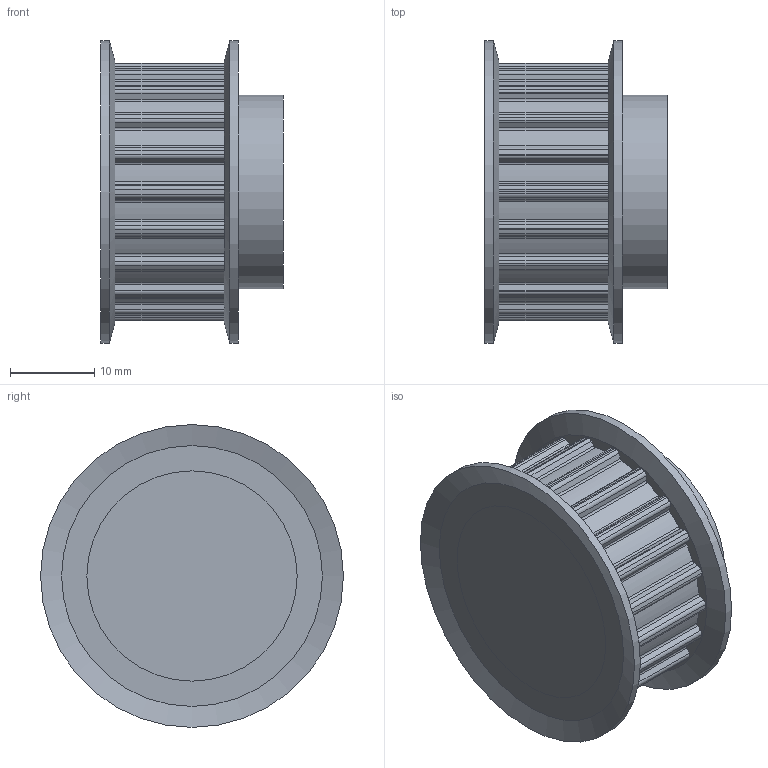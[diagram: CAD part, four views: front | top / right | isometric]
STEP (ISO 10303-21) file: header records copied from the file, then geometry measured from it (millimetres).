
FILE_DESCRIPTION(/* description */ ('Alibre Inc.'),/* implementation_level */ '2;1');
FILE_NAME(/* name */ 'export-68ED906F-8037-4986-B695-D1F177D8C895',/* time_stamp */ '2024-01-20T16:05:40+01:00',/* author */ (''),/* organization */ (''),/* preprocessor_version */ 'ST-DEVELOPER v17',/* originating_system */ 'Alibre',/* authorisation */ '');
FILE_SCHEMA (('AUTOMOTIVE_DESIGN'));
Length unit declared in the file: millimetre
Products named in the file (3): 60021020BODY; 5030000206; 60021020
Bounding box: 21.67 x 36 x 36 mm (x, y, z)
Volume: 13216.5 mm3; surface area: 5961 mm2
Topology: 3 solids, 3 shells, 193 faces, 556 edges, 372 vertices
Faces by surface type: cylinder 140, plane 49, cone 4
Full cylindrical faces by diameter (mm): 23 x1, 25 x4, 36 x2
Entity records: 6202 total; most frequent: DIRECTION 1103, ORIENTED_EDGE 1084, CARTESIAN_POINT 1067, EDGE_CURVE 542, AXIS2_PLACEMENT_3D 445, VERTEX_POINT 362, VECTOR 260, LINE 260
